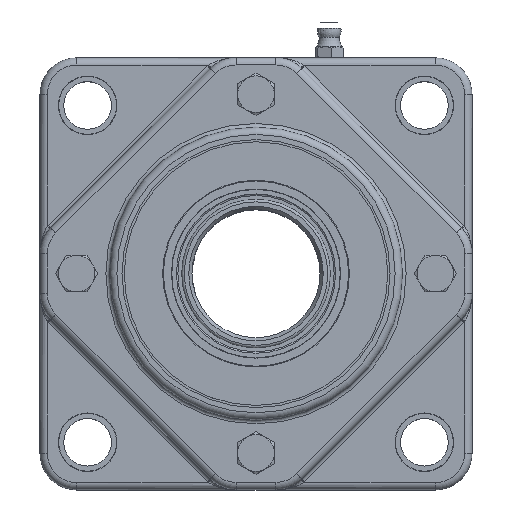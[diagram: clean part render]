
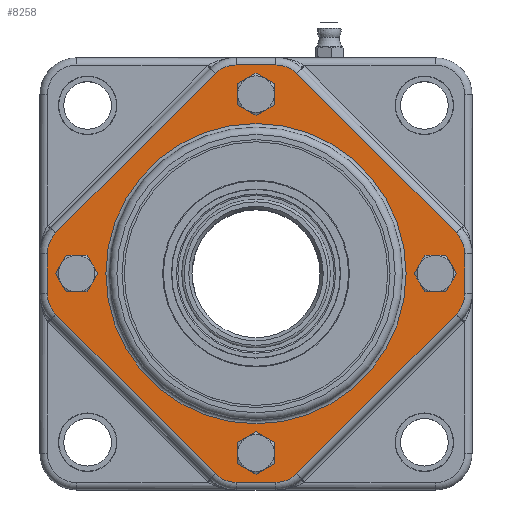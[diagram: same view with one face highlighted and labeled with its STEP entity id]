
A CAD part, top view. The second image highlights one B-rep face of the part: STEP entity #8258.
In plain terms, the highlighted planar face has unit normal (0, 0, 1).
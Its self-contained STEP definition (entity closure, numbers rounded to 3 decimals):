
#704=FACE_OUTER_BOUND('',#2478,.T.);
#1178=LINE('',#14396,#1632);
#1179=LINE('',#14400,#1633);
#1180=LINE('',#14404,#1634);
#1181=LINE('',#14408,#1635);
#1182=LINE('',#14412,#1636);
#1183=LINE('',#14416,#1637);
#1184=LINE('',#14420,#1638);
#1185=LINE('',#14423,#1639);
#1632=VECTOR('',#10936,10.);
#1633=VECTOR('',#10939,10.);
#1634=VECTOR('',#10942,10.);
#1635=VECTOR('',#10945,10.);
#1636=VECTOR('',#10948,10.);
#1637=VECTOR('',#10951,10.);
#1638=VECTOR('',#10954,10.);
#1639=VECTOR('',#10957,10.);
#1954=PLANE('',#9099);
#2127=FACE_BOUND('',#2479,.T.);
#2128=FACE_BOUND('',#2480,.T.);
#2129=FACE_BOUND('',#2481,.T.);
#2130=FACE_BOUND('',#2482,.T.);
#2131=FACE_BOUND('',#2483,.T.);
#2478=EDGE_LOOP('',(#6389,#6390,#6391,#6392,#6393,#6394,#6395,#6396,#6397,
#6398,#6399,#6400,#6401,#6402,#6403,#6404));
#2479=EDGE_LOOP('',(#6405));
#2480=EDGE_LOOP('',(#6406));
#2481=EDGE_LOOP('',(#6407));
#2482=EDGE_LOOP('',(#6408));
#2483=EDGE_LOOP('',(#6409));
#2888=CIRCLE('',#8778,4.35);
#2896=CIRCLE('',#8801,4.35);
#3042=CIRCLE('',#9058,41.);
#3067=CIRCLE('',#9100,8.);
#3068=CIRCLE('',#9101,8.);
#3069=CIRCLE('',#9102,8.);
#3070=CIRCLE('',#9103,8.);
#3071=CIRCLE('',#9104,8.);
#3072=CIRCLE('',#9105,8.);
#3073=CIRCLE('',#9106,8.);
#3074=CIRCLE('',#9107,8.);
#3075=CIRCLE('',#9108,4.35);
#3076=CIRCLE('',#9109,4.35);
#3512=VERTEX_POINT('',#13038);
#3532=VERTEX_POINT('',#13130);
#3712=VERTEX_POINT('',#14291);
#3746=VERTEX_POINT('',#14392);
#3747=VERTEX_POINT('',#14393);
#3748=VERTEX_POINT('',#14395);
#3749=VERTEX_POINT('',#14397);
#3750=VERTEX_POINT('',#14399);
#3751=VERTEX_POINT('',#14401);
#3752=VERTEX_POINT('',#14403);
#3753=VERTEX_POINT('',#14405);
#3754=VERTEX_POINT('',#14407);
#3755=VERTEX_POINT('',#14409);
#3756=VERTEX_POINT('',#14411);
#3757=VERTEX_POINT('',#14413);
#3758=VERTEX_POINT('',#14415);
#3759=VERTEX_POINT('',#14417);
#3760=VERTEX_POINT('',#14419);
#3761=VERTEX_POINT('',#14421);
#3762=VERTEX_POINT('',#14424);
#3763=VERTEX_POINT('',#14426);
#4322=EDGE_CURVE('',#3512,#3512,#2888,.T.);
#4355=EDGE_CURVE('',#3532,#3532,#2896,.T.);
#4642=EDGE_CURVE('',#3712,#3712,#3042,.T.);
#4692=EDGE_CURVE('',#3746,#3747,#3067,.T.);
#4693=EDGE_CURVE('',#3748,#3746,#1178,.T.);
#4694=EDGE_CURVE('',#3749,#3748,#3068,.T.);
#4695=EDGE_CURVE('',#3750,#3749,#1179,.T.);
#4696=EDGE_CURVE('',#3751,#3750,#3069,.T.);
#4697=EDGE_CURVE('',#3752,#3751,#1180,.T.);
#4698=EDGE_CURVE('',#3753,#3752,#3070,.T.);
#4699=EDGE_CURVE('',#3754,#3753,#1181,.T.);
#4700=EDGE_CURVE('',#3755,#3754,#3071,.T.);
#4701=EDGE_CURVE('',#3756,#3755,#1182,.T.);
#4702=EDGE_CURVE('',#3757,#3756,#3072,.T.);
#4703=EDGE_CURVE('',#3758,#3757,#1183,.T.);
#4704=EDGE_CURVE('',#3759,#3758,#3073,.T.);
#4705=EDGE_CURVE('',#3760,#3759,#1184,.T.);
#4706=EDGE_CURVE('',#3761,#3760,#3074,.T.);
#4707=EDGE_CURVE('',#3747,#3761,#1185,.T.);
#4708=EDGE_CURVE('',#3762,#3762,#3075,.T.);
#4709=EDGE_CURVE('',#3763,#3763,#3076,.T.);
#6389=ORIENTED_EDGE('',*,*,#4692,.F.);
#6390=ORIENTED_EDGE('',*,*,#4693,.F.);
#6391=ORIENTED_EDGE('',*,*,#4694,.F.);
#6392=ORIENTED_EDGE('',*,*,#4695,.F.);
#6393=ORIENTED_EDGE('',*,*,#4696,.F.);
#6394=ORIENTED_EDGE('',*,*,#4697,.F.);
#6395=ORIENTED_EDGE('',*,*,#4698,.F.);
#6396=ORIENTED_EDGE('',*,*,#4699,.F.);
#6397=ORIENTED_EDGE('',*,*,#4700,.F.);
#6398=ORIENTED_EDGE('',*,*,#4701,.F.);
#6399=ORIENTED_EDGE('',*,*,#4702,.F.);
#6400=ORIENTED_EDGE('',*,*,#4703,.F.);
#6401=ORIENTED_EDGE('',*,*,#4704,.F.);
#6402=ORIENTED_EDGE('',*,*,#4705,.F.);
#6403=ORIENTED_EDGE('',*,*,#4706,.F.);
#6404=ORIENTED_EDGE('',*,*,#4707,.F.);
#6405=ORIENTED_EDGE('',*,*,#4708,.T.);
#6406=ORIENTED_EDGE('',*,*,#4322,.T.);
#6407=ORIENTED_EDGE('',*,*,#4709,.T.);
#6408=ORIENTED_EDGE('',*,*,#4355,.T.);
#6409=ORIENTED_EDGE('',*,*,#4642,.F.);
#8258=ADVANCED_FACE('',(#704,#2127,#2128,#2129,#2130,#2131),#1954,.F.);
#8778=AXIS2_PLACEMENT_3D('',#13039,#10137,#10138);
#8801=AXIS2_PLACEMENT_3D('',#13131,#10196,#10197);
#9058=AXIS2_PLACEMENT_3D('',#14292,#10825,#10826);
#9099=AXIS2_PLACEMENT_3D('',#14391,#10932,#10933);
#9100=AXIS2_PLACEMENT_3D('',#14394,#10934,#10935);
#9101=AXIS2_PLACEMENT_3D('',#14398,#10937,#10938);
#9102=AXIS2_PLACEMENT_3D('',#14402,#10940,#10941);
#9103=AXIS2_PLACEMENT_3D('',#14406,#10943,#10944);
#9104=AXIS2_PLACEMENT_3D('',#14410,#10946,#10947);
#9105=AXIS2_PLACEMENT_3D('',#14414,#10949,#10950);
#9106=AXIS2_PLACEMENT_3D('',#14418,#10952,#10953);
#9107=AXIS2_PLACEMENT_3D('',#14422,#10955,#10956);
#9108=AXIS2_PLACEMENT_3D('',#14425,#10958,#10959);
#9109=AXIS2_PLACEMENT_3D('',#14427,#10960,#10961);
#10137=DIRECTION('center_axis',(0.,0.,
-1.));
#10138=DIRECTION('ref_axis',(0.,-1.,0.));
#10196=DIRECTION('center_axis',(0.,0.,
-1.));
#10197=DIRECTION('ref_axis',(0.,1.,0.));
#10825=DIRECTION('center_axis',(0.,0.,
1.));
#10826=DIRECTION('ref_axis',(1.,0.,0.));
#10932=DIRECTION('center_axis',(0.,0.,
-1.));
#10933=DIRECTION('ref_axis',(1.,0.,0.));
#10934=DIRECTION('center_axis',(0.,0.,
-1.));
#10935=DIRECTION('ref_axis',(0.924,0.383,0.));
#10936=DIRECTION('',(0.707,-0.707,0.));
#10937=DIRECTION('center_axis',(0.,0.,
-1.));
#10938=DIRECTION('ref_axis',(0.383,0.924,0.));
#10939=DIRECTION('',(1.,0.,0.));
#10940=DIRECTION('center_axis',(0.,0.,
-1.));
#10941=DIRECTION('ref_axis',(-0.383,0.924,0.));
#10942=DIRECTION('',(0.707,0.707,0.));
#10943=DIRECTION('center_axis',(0.,0.,
-1.));
#10944=DIRECTION('ref_axis',(-0.924,0.383,0.));
#10945=DIRECTION('',(0.,1.,0.));
#10946=DIRECTION('center_axis',(0.,0.,
-1.));
#10947=DIRECTION('ref_axis',(-0.924,-0.383,0.));
#10948=DIRECTION('',(-0.707,0.707,0.));
#10949=DIRECTION('center_axis',(0.,0.,
-1.));
#10950=DIRECTION('ref_axis',(-0.383,-0.924,0.));
#10951=DIRECTION('',(-1.,0.,0.));
#10952=DIRECTION('center_axis',(0.,0.,
-1.));
#10953=DIRECTION('ref_axis',(0.383,-0.924,0.));
#10954=DIRECTION('',(-0.707,-0.707,0.));
#10955=DIRECTION('center_axis',(0.,0.,
-1.));
#10956=DIRECTION('ref_axis',(0.924,-0.383,0.));
#10957=DIRECTION('',(0.,-1.,0.));
#10958=DIRECTION('center_axis',(0.,0.,
-1.));
#10959=DIRECTION('ref_axis',(-1.,0.,0.));
#10960=DIRECTION('center_axis',(0.,0.,
-1.));
#10961=DIRECTION('ref_axis',(1.,0.,0.));
#13038=CARTESIAN_POINT('',(0.,-44.65,30.5));
#13039=CARTESIAN_POINT('Origin',(0.,-49.,30.5));
#13130=CARTESIAN_POINT('',(0.,44.65,30.5));
#13131=CARTESIAN_POINT('Origin',(0.,49.,30.5));
#14291=CARTESIAN_POINT('',(41.,0.,30.5));
#14292=CARTESIAN_POINT('Origin',(0.,0.,
30.5));
#14391=CARTESIAN_POINT('Origin',(0.,0.,
30.5));
#14392=CARTESIAN_POINT('',(54.657,11.104,30.5));
#14393=CARTESIAN_POINT('',(57.,5.447,30.5));
#14394=CARTESIAN_POINT('Origin',(49.,5.447,30.5));
#14395=CARTESIAN_POINT('',(11.104,54.657,30.5));
#14396=CARTESIAN_POINT('',(45.233,20.528,30.5));
#14397=CARTESIAN_POINT('',(5.447,57.,30.5));
#14398=CARTESIAN_POINT('Origin',(5.447,49.,30.5));
#14399=CARTESIAN_POINT('',(-5.447,57.,30.5));
#14400=CARTESIAN_POINT('',(-29.5,57.,30.5));
#14401=CARTESIAN_POINT('',(-11.104,54.657,30.5));
#14402=CARTESIAN_POINT('Origin',(-5.447,49.,30.5));
#14403=CARTESIAN_POINT('',(-54.657,11.104,30.5));
#14404=CARTESIAN_POINT('',(-20.528,45.233,30.5));
#14405=CARTESIAN_POINT('',(-57.,5.447,30.5));
#14406=CARTESIAN_POINT('Origin',(-49.,5.447,30.5));
#14407=CARTESIAN_POINT('',(-57.,-5.447,30.5));
#14408=CARTESIAN_POINT('',(-57.,-29.5,30.5));
#14409=CARTESIAN_POINT('',(-54.657,-11.104,30.5));
#14410=CARTESIAN_POINT('Origin',(-49.,-5.447,30.5));
#14411=CARTESIAN_POINT('',(-11.104,-54.657,30.5));
#14412=CARTESIAN_POINT('',(-45.233,-20.528,30.5));
#14413=CARTESIAN_POINT('',(-5.447,-57.,30.5));
#14414=CARTESIAN_POINT('Origin',(-5.447,-49.,30.5));
#14415=CARTESIAN_POINT('',(5.447,-57.,30.5));
#14416=CARTESIAN_POINT('',(29.5,-57.,30.5));
#14417=CARTESIAN_POINT('',(11.104,-54.657,30.5));
#14418=CARTESIAN_POINT('Origin',(5.447,-49.,30.5));
#14419=CARTESIAN_POINT('',(54.657,-11.104,30.5));
#14420=CARTESIAN_POINT('',(20.528,-45.233,30.5));
#14421=CARTESIAN_POINT('',(57.,-5.447,30.5));
#14422=CARTESIAN_POINT('Origin',(49.,-5.447,30.5));
#14423=CARTESIAN_POINT('',(57.,29.5,30.5));
#14424=CARTESIAN_POINT('',(-44.65,0.,30.5));
#14425=CARTESIAN_POINT('Origin',(-49.,0.,30.5));
#14426=CARTESIAN_POINT('',(44.65,0.,30.5));
#14427=CARTESIAN_POINT('Origin',(49.,0.,30.5));
